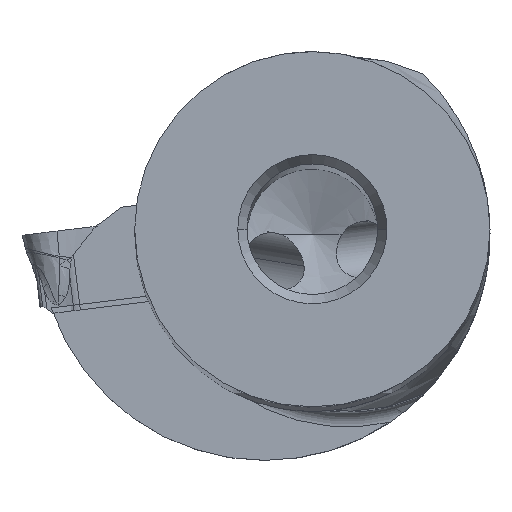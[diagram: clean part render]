
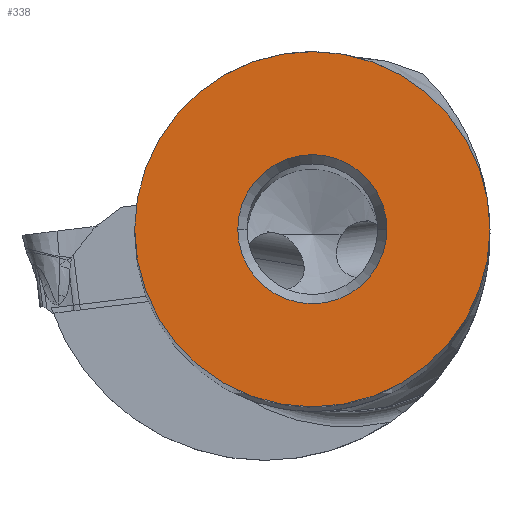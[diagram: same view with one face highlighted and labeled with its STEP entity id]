
A CAD part, top view. The second image highlights one B-rep face of the part: STEP entity #338.
In plain terms, the highlighted planar face has unit normal (0, 0, 1).
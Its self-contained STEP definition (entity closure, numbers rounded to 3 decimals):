
#48=FACE_BOUND('',#752,.T.);
#49=FACE_BOUND('',#753,.T.);
#338=ADVANCED_FACE('',(#48,#49),#435,.T.);
#435=PLANE('',#3795);
#752=EDGE_LOOP('',(#1539,#1540));
#753=EDGE_LOOP('',(#1541,#1542));
#1539=ORIENTED_EDGE('',*,*,#2623,.F.);
#1540=ORIENTED_EDGE('',*,*,#2628,.F.);
#1541=ORIENTED_EDGE('',*,*,#2629,.F.);
#1542=ORIENTED_EDGE('',*,*,#2630,.F.);
#2150=VERTEX_POINT('',#10786);
#2151=VERTEX_POINT('',#10788);
#2156=VERTEX_POINT('',#10801);
#2157=VERTEX_POINT('',#10802);
#2623=EDGE_CURVE('',#2151,#2150,#3112,.T.);
#2628=EDGE_CURVE('',#2150,#2151,#3113,.T.);
#2629=EDGE_CURVE('',#2156,#2157,#3114,.T.);
#2630=EDGE_CURVE('',#2157,#2156,#3115,.T.);
#3112=CIRCLE('',#3788,9.525);
#3113=CIRCLE('',#3792,9.525);
#3114=CIRCLE('',#3793,4.);
#3115=CIRCLE('',#3794,4.);
#3788=AXIS2_PLACEMENT_3D('',#10789,#4307,#4308);
#3792=AXIS2_PLACEMENT_3D('',#10799,#4317,#4318);
#3793=AXIS2_PLACEMENT_3D('',#10800,#4319,#4320);
#3794=AXIS2_PLACEMENT_3D('',#10803,#4321,#4322);
#3795=AXIS2_PLACEMENT_3D('',#10804,#4323,#4324);
#4307=DIRECTION('',(0.,0.,-1.));
#4308=DIRECTION('',(-1.,0.,0.));
#4317=DIRECTION('',(0.,0.,-1.));
#4318=DIRECTION('',(1.,0.,0.));
#4319=DIRECTION('',(0.,0.,1.));
#4320=DIRECTION('',(-1.,0.,0.));
#4321=DIRECTION('',(0.,0.,1.));
#4322=DIRECTION('',(1.,0.,0.));
#4323=DIRECTION('',(0.,0.,1.));
#4324=DIRECTION('',(-1.,0.,0.));
#10786=CARTESIAN_POINT('',(9.525,0.,0.));
#10788=CARTESIAN_POINT('',(-9.525,0.,0.));
#10789=CARTESIAN_POINT('',(0.,0.,0.));
#10799=CARTESIAN_POINT('',(0.,0.,0.));
#10800=CARTESIAN_POINT('',(0.,0.,0.));
#10801=CARTESIAN_POINT('',(-4.,0.,0.));
#10802=CARTESIAN_POINT('',(4.,0.,0.));
#10803=CARTESIAN_POINT('',(0.,0.,0.));
#10804=CARTESIAN_POINT('',(0.,0.,0.));
